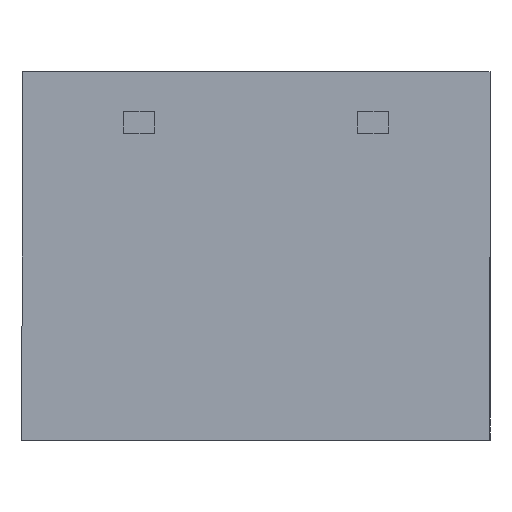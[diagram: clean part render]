
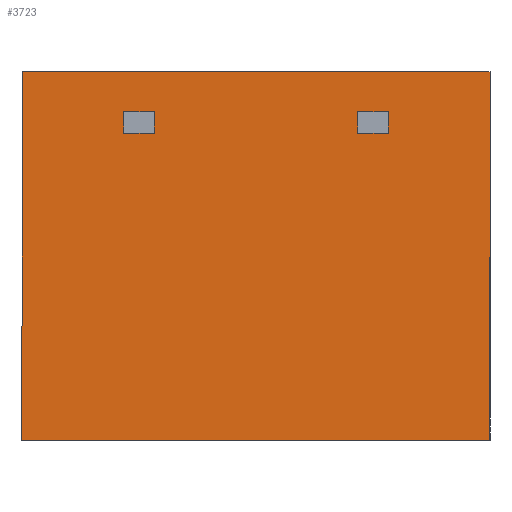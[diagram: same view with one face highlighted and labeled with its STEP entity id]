
A CAD part, front view. The second image highlights one B-rep face of the part: STEP entity #3723.
In plain terms, the highlighted planar face has unit normal (0, -1, 0).
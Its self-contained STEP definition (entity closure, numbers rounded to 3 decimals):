
#28 = DIRECTION ( 'NONE',  ( 0., 0., 1. ) ) ;
#42 = VECTOR ( 'NONE', #3199, 1000. ) ;
#58 = VERTEX_POINT ( 'NONE', #2901 ) ;
#72 = CARTESIAN_POINT ( 'NONE',  ( 3.31, 0., 4.7 ) ) ;
#106 = CARTESIAN_POINT ( 'NONE',  ( -3.31, 0., 4.7 ) ) ;
#174 = VECTOR ( 'NONE', #1412, 1000. ) ;
#178 = VERTEX_POINT ( 'NONE', #3194 ) ;
#196 = CARTESIAN_POINT ( 'NONE',  ( 4.31, 0., 4. ) ) ;
#214 = CARTESIAN_POINT ( 'NONE',  ( -3.31, 0., 4. ) ) ;
#246 = CARTESIAN_POINT ( 'NONE',  ( 7.62, 0., -2.9 ) ) ;
#261 = CARTESIAN_POINT ( 'NONE',  ( -4.31, 0., 4.7 ) ) ;
#271 = ORIENTED_EDGE ( 'NONE', *, *, #3479, .F. ) ;
#312 = EDGE_LOOP ( 'NONE', ( #497, #3794, #3740, #2855 ) ) ;
#391 = ORIENTED_EDGE ( 'NONE', *, *, #2550, .F. ) ;
#396 = EDGE_CURVE ( 'NONE', #610, #1053, #1006, .T. ) ;
#401 = FACE_BOUND ( 'NONE', #3559, .T. ) ;
#407 = DIRECTION ( 'NONE',  ( 1., 0., 0. ) ) ;
#427 = DIRECTION ( 'NONE',  ( 0., 0., 1. ) ) ;
#471 = LINE ( 'NONE', #2423, #3434 ) ;
#495 = EDGE_CURVE ( 'NONE', #610, #58, #3556, .T. ) ;
#497 = ORIENTED_EDGE ( 'NONE', *, *, #2141, .F. ) ;
#503 = LINE ( 'NONE', #2597, #1967 ) ;
#506 = ORIENTED_EDGE ( 'NONE', *, *, #1942, .F. ) ;
#539 = VECTOR ( 'NONE', #3761, 1000. ) ;
#610 = VERTEX_POINT ( 'NONE', #3437 ) ;
#657 = EDGE_CURVE ( 'NONE', #178, #3752, #2532, .T. ) ;
#721 = ORIENTED_EDGE ( 'NONE', *, *, #1143, .F. ) ;
#736 = PLANE ( 'NONE',  #1171 ) ;
#760 = VERTEX_POINT ( 'NONE', #1117 ) ;
#785 = CARTESIAN_POINT ( 'NONE',  ( -4.31, 0., 4.7 ) ) ;
#797 = LINE ( 'NONE', #1050, #3154 ) ;
#836 = DIRECTION ( 'NONE',  ( 1., 0., 0. ) ) ;
#839 = EDGE_LOOP ( 'NONE', ( #506, #2370, #391, #271 ) ) ;
#1006 = LINE ( 'NONE', #2962, #42 ) ;
#1050 = CARTESIAN_POINT ( 'NONE',  ( -7.62, 0., -2.9 ) ) ;
#1053 = VERTEX_POINT ( 'NONE', #3596 ) ;
#1080 = FACE_OUTER_BOUND ( 'NONE', #312, .T. ) ;
#1117 = CARTESIAN_POINT ( 'NONE',  ( 4.31, 0., 4.7 ) ) ;
#1143 = EDGE_CURVE ( 'NONE', #760, #2501, #3229, .T. ) ;
#1164 = VECTOR ( 'NONE', #3540, 1000. ) ;
#1171 = AXIS2_PLACEMENT_3D ( 'NONE', #2496, #2531, #3391 ) ;
#1301 = EDGE_CURVE ( 'NONE', #3752, #760, #1853, .T. ) ;
#1412 = DIRECTION ( 'NONE',  ( -1., 0., 0. ) ) ;
#1662 = LINE ( 'NONE', #261, #1164 ) ;
#1673 = CARTESIAN_POINT ( 'NONE',  ( 3.31, 0., 4. ) ) ;
#1765 = DIRECTION ( 'NONE',  ( 0., 0., 1. ) ) ;
#1784 = CARTESIAN_POINT ( 'NONE',  ( -3.31, 0., 4.7 ) ) ;
#1788 = VERTEX_POINT ( 'NONE', #1886 ) ;
#1808 = CARTESIAN_POINT ( 'NONE',  ( 4.31, 0., 4.7 ) ) ;
#1817 = EDGE_CURVE ( 'NONE', #2501, #178, #3232, .T. ) ;
#1853 = LINE ( 'NONE', #1808, #2635 ) ;
#1886 = CARTESIAN_POINT ( 'NONE',  ( -7.62, 0., 6. ) ) ;
#1942 = EDGE_CURVE ( 'NONE', #3755, #2999, #503, .T. ) ;
#1967 = VECTOR ( 'NONE', #836, 1000. ) ;
#2027 = DIRECTION ( 'NONE',  ( 0., 0., 1. ) ) ;
#2119 = ORIENTED_EDGE ( 'NONE', *, *, #657, .F. ) ;
#2141 = EDGE_CURVE ( 'NONE', #1788, #58, #471, .T. ) ;
#2201 = VERTEX_POINT ( 'NONE', #106 ) ;
#2235 = VECTOR ( 'NONE', #28, 1000. ) ;
#2264 = CARTESIAN_POINT ( 'NONE',  ( -4.31, 0., 4. ) ) ;
#2370 = ORIENTED_EDGE ( 'NONE', *, *, #2882, .F. ) ;
#2423 = CARTESIAN_POINT ( 'NONE',  ( -7.62, 0., 6. ) ) ;
#2496 = CARTESIAN_POINT ( 'NONE',  ( -7.62, 0., -2.9 ) ) ;
#2501 = VERTEX_POINT ( 'NONE', #3202 ) ;
#2531 = DIRECTION ( 'NONE',  ( 0., -1., 0. ) ) ;
#2532 = LINE ( 'NONE', #196, #3178 ) ;
#2548 = ORIENTED_EDGE ( 'NONE', *, *, #1301, .F. ) ;
#2550 = EDGE_CURVE ( 'NONE', #2201, #3298, #1662, .T. ) ;
#2573 = VECTOR ( 'NONE', #3438, 1000. ) ;
#2597 = CARTESIAN_POINT ( 'NONE',  ( -3.31, 0., 4. ) ) ;
#2635 = VECTOR ( 'NONE', #1765, 1000. ) ;
#2769 = VECTOR ( 'NONE', #2027, 1000. ) ;
#2811 = LINE ( 'NONE', #2264, #539 ) ;
#2855 = ORIENTED_EDGE ( 'NONE', *, *, #495, .T. ) ;
#2882 = EDGE_CURVE ( 'NONE', #3298, #3755, #2811, .T. ) ;
#2901 = CARTESIAN_POINT ( 'NONE',  ( 7.62, 0., 6. ) ) ;
#2962 = CARTESIAN_POINT ( 'NONE',  ( -7.62, 0., -6. ) ) ;
#2999 = VERTEX_POINT ( 'NONE', #214 ) ;
#3073 = ORIENTED_EDGE ( 'NONE', *, *, #1817, .F. ) ;
#3074 = CARTESIAN_POINT ( 'NONE',  ( 4.31, 0., 4. ) ) ;
#3114 = LINE ( 'NONE', #1784, #2235 ) ;
#3154 = VECTOR ( 'NONE', #427, 1000. ) ;
#3156 = DIRECTION ( 'NONE',  ( 1., 0., 0. ) ) ;
#3178 = VECTOR ( 'NONE', #3156, 1000. ) ;
#3194 = CARTESIAN_POINT ( 'NONE',  ( 3.31, 0., 4. ) ) ;
#3199 = DIRECTION ( 'NONE',  ( -1., 0., 0. ) ) ;
#3202 = CARTESIAN_POINT ( 'NONE',  ( 3.31, 0., 4.7 ) ) ;
#3229 = LINE ( 'NONE', #72, #174 ) ;
#3232 = LINE ( 'NONE', #1673, #2573 ) ;
#3298 = VERTEX_POINT ( 'NONE', #785 ) ;
#3391 = DIRECTION ( 'NONE',  ( 0., 0., -1. ) ) ;
#3401 = CARTESIAN_POINT ( 'NONE',  ( -4.31, 0., 4. ) ) ;
#3434 = VECTOR ( 'NONE', #407, 1000. ) ;
#3437 = CARTESIAN_POINT ( 'NONE',  ( 7.62, 0., -6. ) ) ;
#3438 = DIRECTION ( 'NONE',  ( 0., 0., -1. ) ) ;
#3479 = EDGE_CURVE ( 'NONE', #2999, #2201, #3114, .T. ) ;
#3540 = DIRECTION ( 'NONE',  ( -1., 0., 0. ) ) ;
#3556 = LINE ( 'NONE', #246, #2769 ) ;
#3559 = EDGE_LOOP ( 'NONE', ( #3073, #721, #2548, #2119 ) ) ;
#3596 = CARTESIAN_POINT ( 'NONE',  ( -7.62, 0., -6. ) ) ;
#3689 = FACE_BOUND ( 'NONE', #839, .T. ) ;
#3723 = ADVANCED_FACE ( 'NONE', ( #1080, #401, #3689 ), #736, .T. ) ;
#3740 = ORIENTED_EDGE ( 'NONE', *, *, #396, .F. ) ;
#3752 = VERTEX_POINT ( 'NONE', #3074 ) ;
#3755 = VERTEX_POINT ( 'NONE', #3401 ) ;
#3761 = DIRECTION ( 'NONE',  ( 0., 0., -1. ) ) ;
#3794 = ORIENTED_EDGE ( 'NONE', *, *, #3819, .F. ) ;
#3819 = EDGE_CURVE ( 'NONE', #1053, #1788, #797, .T. ) ;
